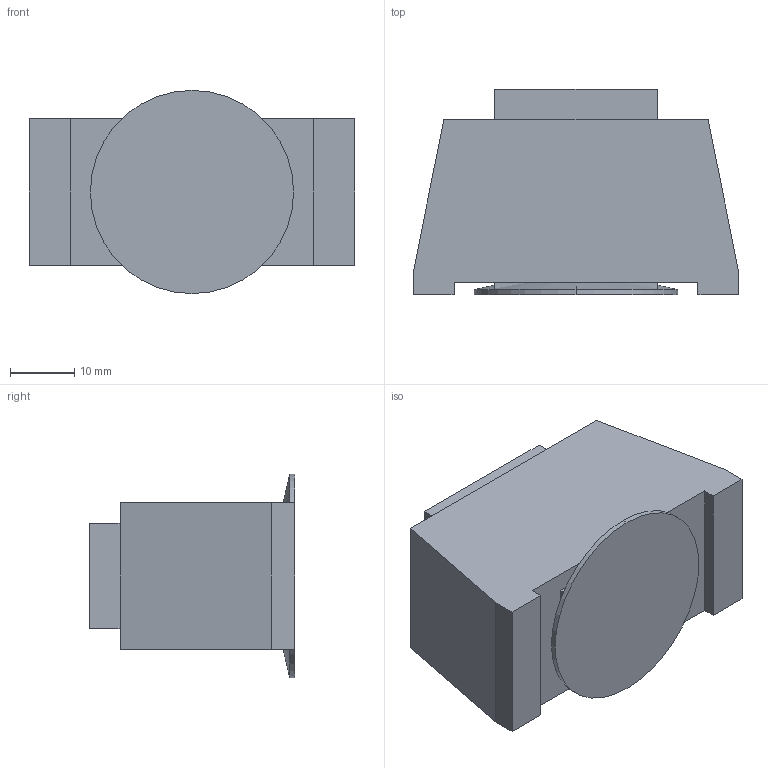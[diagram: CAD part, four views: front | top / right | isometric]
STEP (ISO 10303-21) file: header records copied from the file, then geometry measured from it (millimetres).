
FILE_DESCRIPTION (( 'STEP AP214' ), '1' );
FILE_NAME ('CN125-6M20M( )( ).STEP', '2020-06-22T18:20:56', ( '' ), ( '' ), 'SwSTEP 2.0', 'SolidWorks 2019', '' );
FILE_SCHEMA (( 'AUTOMOTIVE_DESIGN' ));
Length unit declared in the file: inch
Products named in the file (3): Fixture Rectangular Square; CN125-6M20M( )( )
Assembly tree (2 placements, depth 2):
  CN125-6M20M( )( )
    CN125-6M20M( )( )
    Fixture Rectangular Square
Bounding box: 50.8 x 32.13 x 31.75 mm (x, y, z)
Volume: 32641.7 mm3; surface area: 8705.1 mm2
Topology: 2 solids, 2 shells, 36 faces, 80 edges, 52 vertices
Faces by surface type: plane 26, cylinder 6, cone 4
Entity records: 1164 total; most frequent: DIRECTION 178, CARTESIAN_POINT 173, ORIENTED_EDGE 160, EDGE_CURVE 80, VECTOR 64, LINE 64, AXIS2_PLACEMENT_3D 57, VERTEX_POINT 52
